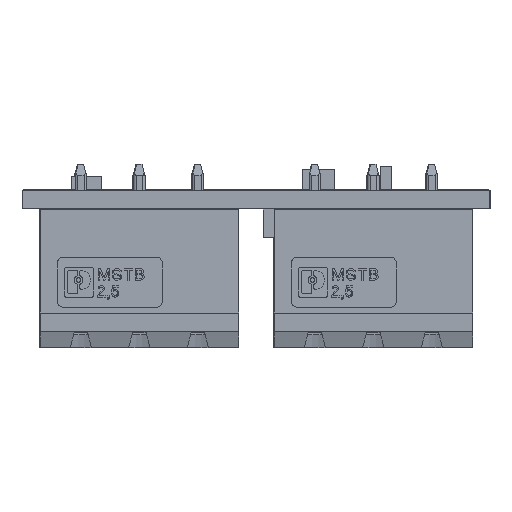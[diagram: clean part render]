
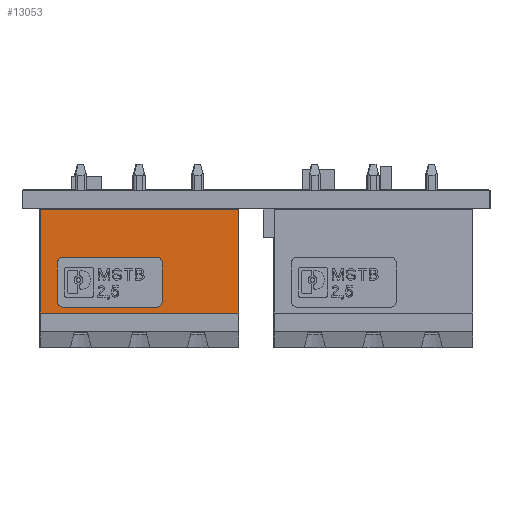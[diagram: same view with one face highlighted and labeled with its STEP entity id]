
A CAD part, left-side view. The second image highlights one B-rep face of the part: STEP entity #13053.
In plain terms, the highlighted face is planar.
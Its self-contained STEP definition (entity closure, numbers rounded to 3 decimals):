
#523=FACE_BOUND('',#2445,.T.);
#924=PLANE('',#14216);
#1540=FACE_OUTER_BOUND('',#2444,.T.);
#2444=EDGE_LOOP('',(#11506,#11507,#11508,#11509));
#2445=EDGE_LOOP('',(#11510,#11511,#11512,#11513,#11514,#11515,#11516,#11517));
#2774=LINE('',#18862,#4107);
#2839=LINE('',#19034,#4172);
#2844=LINE('',#19045,#4177);
#2847=LINE('',#19053,#4180);
#2860=LINE('',#19089,#4193);
#3708=LINE('',#20910,#5041);
#3740=LINE('',#21004,#5073);
#3747=LINE('',#21014,#5080);
#4107=VECTOR('',#15550,1.);
#4172=VECTOR('',#15695,1.);
#4177=VECTOR('',#15704,1.);
#4180=VECTOR('',#15711,1.);
#4193=VECTOR('',#15746,1.);
#5041=VECTOR('',#17338,1.);
#5073=VECTOR('',#17438,1.);
#5080=VECTOR('',#17447,1.);
#5440=CIRCLE('',#13802,0.5);
#5442=CIRCLE('',#13805,0.5);
#5443=CIRCLE('',#13807,0.5);
#5482=CIRCLE('',#14138,0.5);
#5880=VERTEX_POINT('',#18860);
#5881=VERTEX_POINT('',#18861);
#5941=VERTEX_POINT('',#19031);
#5942=VERTEX_POINT('',#19033);
#5945=VERTEX_POINT('',#19042);
#5946=VERTEX_POINT('',#19044);
#5948=VERTEX_POINT('',#19051);
#5949=VERTEX_POINT('',#19052);
#5958=VERTEX_POINT('',#19079);
#5960=VERTEX_POINT('',#19085);
#6555=VERTEX_POINT('',#20907);
#6556=VERTEX_POINT('',#20909);
#7185=EDGE_CURVE('',#5880,#5881,#2774,.T.);
#7267=EDGE_CURVE('',#5942,#5941,#2839,.T.);
#7272=EDGE_CURVE('',#5945,#5946,#2844,.T.);
#7275=EDGE_CURVE('',#5948,#5949,#2847,.T.);
#7286=EDGE_CURVE('',#5945,#5949,#5440,.T.);
#7288=EDGE_CURVE('',#5880,#5946,#5442,.T.);
#7289=EDGE_CURVE('',#5881,#5958,#5443,.T.);
#7294=EDGE_CURVE('',#5960,#5958,#2860,.T.);
#8124=EDGE_CURVE('',#5960,#5948,#5482,.T.);
#8196=EDGE_CURVE('',#6555,#6556,#3708,.T.);
#8241=EDGE_CURVE('',#6555,#5942,#3740,.T.);
#8248=EDGE_CURVE('',#5941,#6556,#3747,.T.);
#11506=ORIENTED_EDGE('',*,*,#8248,.T.);
#11507=ORIENTED_EDGE('',*,*,#8196,.F.);
#11508=ORIENTED_EDGE('',*,*,#8241,.T.);
#11509=ORIENTED_EDGE('',*,*,#7267,.T.);
#11510=ORIENTED_EDGE('',*,*,#7275,.F.);
#11511=ORIENTED_EDGE('',*,*,#8124,.F.);
#11512=ORIENTED_EDGE('',*,*,#7294,.T.);
#11513=ORIENTED_EDGE('',*,*,#7289,.F.);
#11514=ORIENTED_EDGE('',*,*,#7185,.F.);
#11515=ORIENTED_EDGE('',*,*,#7288,.T.);
#11516=ORIENTED_EDGE('',*,*,#7272,.F.);
#11517=ORIENTED_EDGE('',*,*,#7286,.T.);
#13053=ADVANCED_FACE('',(#1540,#523),#924,.T.);
#13802=AXIS2_PLACEMENT_3D('',#19074,#15727,#15728);
#13805=AXIS2_PLACEMENT_3D('',#19077,#15733,#15734);
#13807=AXIS2_PLACEMENT_3D('',#19080,#15737,#15738);
#14138=AXIS2_PLACEMENT_3D('',#20762,#17195,#17196);
#14216=AXIS2_PLACEMENT_3D('',#21013,#17445,#17446);
#15550=DIRECTION('',(1.,0.,0.));
#15695=DIRECTION('',(0.,0.,1.));
#15704=DIRECTION('',(0.,0.,1.));
#15711=DIRECTION('',(-1.,0.,0.));
#15727=DIRECTION('center_axis',(0.,-1.,0.));
#15728=DIRECTION('ref_axis',(-1.,0.,0.));
#15733=DIRECTION('center_axis',(0.,-1.,0.));
#15734=DIRECTION('ref_axis',(-1.,0.,0.));
#15737=DIRECTION('center_axis',(0.,1.,0.));
#15738=DIRECTION('ref_axis',(1.,0.,0.));
#15746=DIRECTION('',(0.,0.,1.));
#17195=DIRECTION('center_axis',(0.,1.,0.));
#17196=DIRECTION('ref_axis',(1.,0.,0.));
#17338=DIRECTION('',(0.,0.,1.));
#17438=DIRECTION('',(-1.,0.,0.));
#17445=DIRECTION('center_axis',(0.,1.,0.));
#17446=DIRECTION('ref_axis',(0.,0.,-1.));
#17447=DIRECTION('',(1.,0.,0.));
#18860=CARTESIAN_POINT('',(3.863,33.444,-3.5));
#18861=CARTESIAN_POINT('',(11.963,33.444,-3.5));
#18862=CARTESIAN_POINT('',(0.,33.444,-3.5));
#19031=CARTESIAN_POINT('',(1.863,33.444,-3.));
#19033=CARTESIAN_POINT('',(1.863,33.444,-12.));
#19034=CARTESIAN_POINT('',(1.863,33.444,31.097));
#19042=CARTESIAN_POINT('',(3.363,33.444,-7.35));
#19044=CARTESIAN_POINT('',(3.363,33.444,-4.));
#19045=CARTESIAN_POINT('',(3.363,33.444,0.));
#19051=CARTESIAN_POINT('',(11.963,33.444,-7.85));
#19052=CARTESIAN_POINT('',(3.863,33.444,-7.85));
#19053=CARTESIAN_POINT('',(0.,33.444,-7.85));
#19074=CARTESIAN_POINT('Origin',(3.863,33.444,-7.35));
#19077=CARTESIAN_POINT('Origin',(3.863,33.444,-4.));
#19079=CARTESIAN_POINT('',(12.463,33.444,-4.));
#19080=CARTESIAN_POINT('Origin',(11.963,33.444,-4.));
#19085=CARTESIAN_POINT('',(12.463,33.444,-7.35));
#19089=CARTESIAN_POINT('',(12.463,33.444,0.));
#20762=CARTESIAN_POINT('Origin',(11.963,33.444,-7.35));
#20907=CARTESIAN_POINT('',(19.103,33.444,-12.));
#20909=CARTESIAN_POINT('',(19.103,33.444,-3.));
#20910=CARTESIAN_POINT('',(19.103,33.444,31.097));
#21004=CARTESIAN_POINT('',(-10.16,33.444,-12.));
#21013=CARTESIAN_POINT('Origin',(-7.742,33.444,-8.5));
#21014=CARTESIAN_POINT('',(23.183,33.444,-3.));
